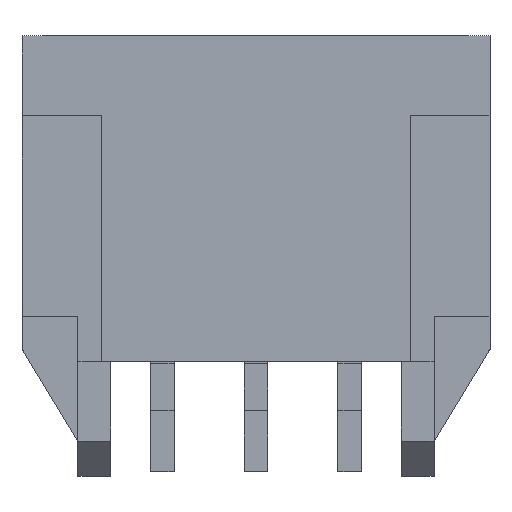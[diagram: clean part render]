
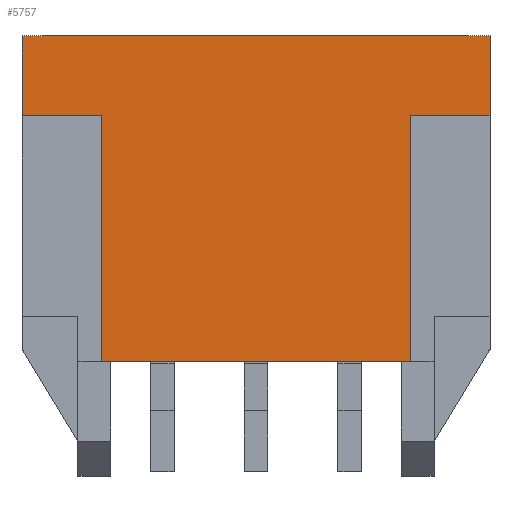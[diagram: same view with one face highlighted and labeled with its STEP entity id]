
A CAD part, top view. The second image highlights one B-rep face of the part: STEP entity #5757.
In plain terms, the highlighted planar face has unit normal (0, 0, 1).
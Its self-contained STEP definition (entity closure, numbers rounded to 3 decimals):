
#2=DIRECTION('',(-1.,0.,0.));
#3=VECTOR('',#2,10.);
#4=CARTESIAN_POINT('',(5.,4.9,3.26));
#5=LINE('',#4,#3);
#6=DIRECTION('',(1.,0.,0.));
#7=VECTOR('',#6,1.7);
#8=CARTESIAN_POINT('',(3.3,3.191,3.26));
#9=LINE('',#8,#7);
#10=DIRECTION('',(0.,1.,0.));
#11=VECTOR('',#10,5.241);
#12=CARTESIAN_POINT('',(3.3,-2.05,3.26));
#13=LINE('',#12,#11);
#14=DIRECTION('',(1.,0.,0.));
#15=VECTOR('',#14,6.6);
#16=CARTESIAN_POINT('',(-3.3,-2.05,3.26));
#17=LINE('',#16,#15);
#18=DIRECTION('',(0.,-1.,0.));
#19=VECTOR('',#18,1.709);
#20=CARTESIAN_POINT('',(-5.,4.9,3.26));
#21=LINE('',#20,#19);
#1878=DIRECTION('',(0.,-1.,0.));
#1879=VECTOR('',#1878,1.709);
#1880=CARTESIAN_POINT('',(5.,4.9,3.26));
#1881=LINE('',#1880,#1879);
#2094=DIRECTION('',(-1.,0.,0.));
#2095=VECTOR('',#2094,1.7);
#2096=CARTESIAN_POINT('',(-3.3,3.191,3.26));
#2097=LINE('',#2096,#2095);
#2114=DIRECTION('',(0.,1.,0.));
#2115=VECTOR('',#2114,5.241);
#2116=CARTESIAN_POINT('',(-3.3,-2.05,3.26));
#2117=LINE('',#2116,#2115);
#4334=CARTESIAN_POINT('',(5.,4.9,3.26));
#4335=CARTESIAN_POINT('',(-5.,4.9,3.26));
#4336=VERTEX_POINT('',#4334);
#4337=VERTEX_POINT('',#4335);
#4338=CARTESIAN_POINT('',(-5.,3.191,3.26));
#4339=VERTEX_POINT('',#4338);
#4340=CARTESIAN_POINT('',(-3.3,3.191,3.26));
#4341=VERTEX_POINT('',#4340);
#4342=CARTESIAN_POINT('',(-3.3,-2.05,3.26));
#4343=VERTEX_POINT('',#4342);
#4344=CARTESIAN_POINT('',(3.3,-2.05,3.26));
#4345=VERTEX_POINT('',#4344);
#4346=CARTESIAN_POINT('',(3.3,3.191,3.26));
#4347=VERTEX_POINT('',#4346);
#4348=CARTESIAN_POINT('',(5.,3.191,3.26));
#4349=VERTEX_POINT('',#4348);
#5734=CARTESIAN_POINT('',(-4.95,4.9,3.26));
#5735=DIRECTION('',(0.,0.,-1.));
#5736=DIRECTION('',(-1.,0.,0.));
#5737=AXIS2_PLACEMENT_3D('',#5734,#5735,#5736);
#5738=PLANE('',#5737);
#5740=ORIENTED_EDGE('',*,*,#5739,.F.);
#5742=ORIENTED_EDGE('',*,*,#5741,.T.);
#5744=ORIENTED_EDGE('',*,*,#5743,.F.);
#5746=ORIENTED_EDGE('',*,*,#5745,.F.);
#5748=ORIENTED_EDGE('',*,*,#5747,.F.);
#5750=ORIENTED_EDGE('',*,*,#5749,.T.);
#5752=ORIENTED_EDGE('',*,*,#5751,.T.);
#5754=ORIENTED_EDGE('',*,*,#5753,.F.);
#5755=EDGE_LOOP('',(#5740,#5742,#5744,#5746,#5748,#5750,#5752,#5754));
#5756=FACE_OUTER_BOUND('',#5755,.F.);
#5757=ADVANCED_FACE('',(#5756),#5738,.F.);
#5739=EDGE_CURVE('',#4336,#4337,#5,.T.);
#5741=EDGE_CURVE('',#4336,#4349,#1881,.T.);
#5743=EDGE_CURVE('',#4347,#4349,#9,.T.);
#5745=EDGE_CURVE('',#4345,#4347,#13,.T.);
#5747=EDGE_CURVE('',#4343,#4345,#17,.T.);
#5749=EDGE_CURVE('',#4343,#4341,#2117,.T.);
#5751=EDGE_CURVE('',#4341,#4339,#2097,.T.);
#5753=EDGE_CURVE('',#4337,#4339,#21,.T.);
